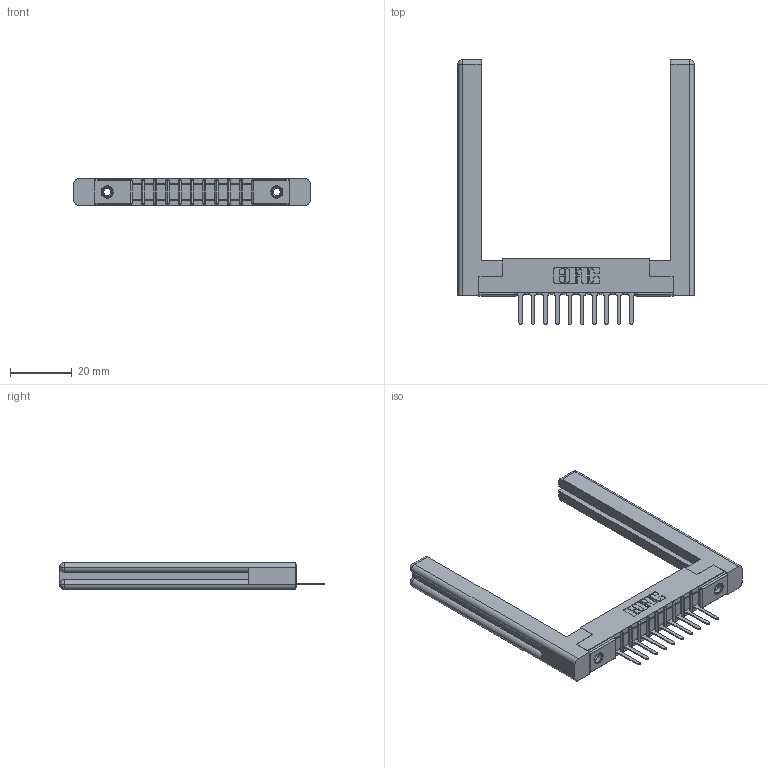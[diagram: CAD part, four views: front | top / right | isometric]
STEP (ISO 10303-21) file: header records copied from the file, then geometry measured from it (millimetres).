
FILE_DESCRIPTION (( 'STEP AP203' ), '1' );
FILE_NAME ('357-010-527-158.STEP', '2019-09-13T19:08:21', ( '' ), ( '' ), 'SwSTEP 2.0', 'SolidWorks 2016', '' );
FILE_SCHEMA (( 'CONFIG_CONTROL_DESIGN' ));
Length unit declared in the file: inch
Products named in the file (5): 307-290-001_527; 357-010-527-158; 307 Part_.156 Dia Mounting Holes; 345-250-001_345-250-001-102; 307-220-058
Assembly tree (15 placements, depth 2):
  357-010-527-158
    307 Part_.156 Dia Mounting Holes
    307-290-001_527  x10
    307-220-058  x2
    345-250-001_345-250-001-102  x2
Bounding box: 76.25 x 85.42 x 8.71 mm (x, y, z)
Volume: 12568.1 mm3; surface area: 12436.7 mm2
Topology: 15 solids, 15 shells, 831 faces, 2297 edges, 1474 vertices
Faces by surface type: plane 524, cylinder 261, sphere 22, torus 12, cone 12
Entity records: 15119 total; most frequent: CARTESIAN_POINT 2543, ORIENTED_EDGE 2468, DIRECTION 2452, EDGE_CURVE 1234, VECTOR 930, LINE 930, VERTEX_POINT 798, AXIS2_PLACEMENT_3D 761
